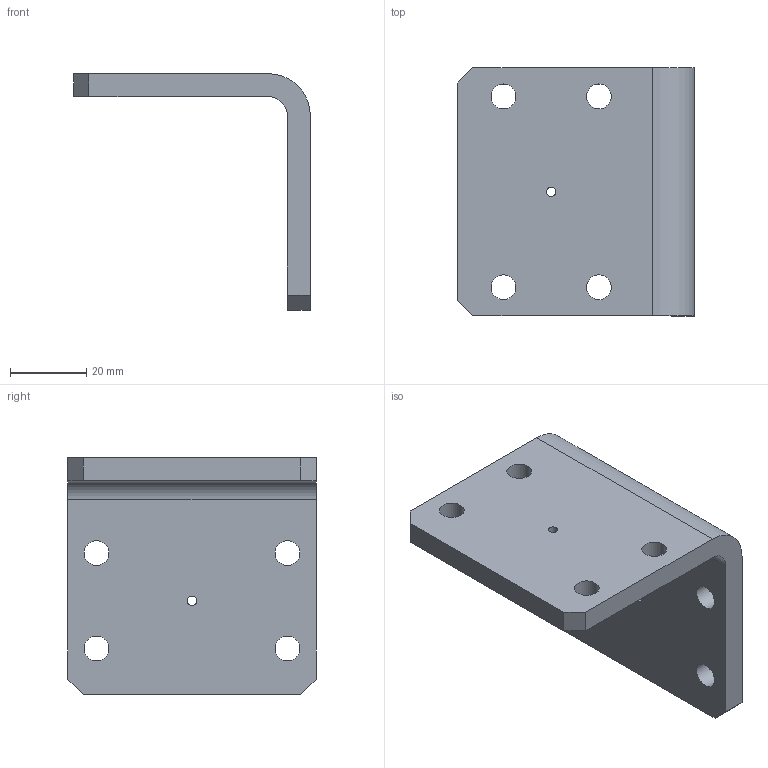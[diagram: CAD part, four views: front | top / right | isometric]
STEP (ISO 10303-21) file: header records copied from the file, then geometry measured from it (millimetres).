
FILE_DESCRIPTION (( 'STEP AP214' ), '1' );
FILE_NAME ('square_shaker.STEP', '2021-04-15T18:50:42', ( '' ), ( '' ), 'SwSTEP 2.0', 'SolidWorks 2020', '' );
FILE_SCHEMA (( 'AUTOMOTIVE_DESIGN' ));
Length unit declared in the file: millimetre
Products named in the file (1): square_shaker
Bounding box: 62 x 65 x 62 mm (x, y, z)
Volume: 42837.2 mm3; surface area: 17452 mm2
Topology: 1 solids, 1 shells, 24 faces, 66 edges, 44 vertices
Faces by surface type: cylinder 12, plane 12
Full cylindrical faces by diameter (mm): 2.5 x2, 6.5 x8
Entity records: 820 total; most frequent: DIRECTION 130, CARTESIAN_POINT 125, ORIENTED_EDGE 112, EDGE_CURVE 56, EDGE_LOOP 54, AXIS2_PLACEMENT_3D 49, VERTEX_POINT 44, FACE_OUTER_BOUND 34
